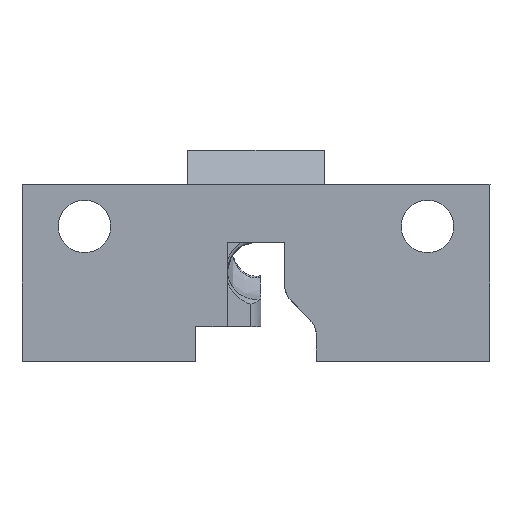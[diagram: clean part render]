
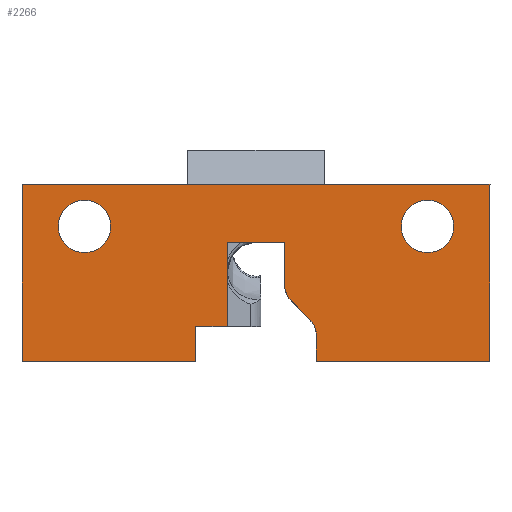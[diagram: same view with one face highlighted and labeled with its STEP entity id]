
A CAD part, top view. The second image highlights one B-rep face of the part: STEP entity #2266.
In plain terms, the highlighted planar face has unit normal (0, 0, 1).
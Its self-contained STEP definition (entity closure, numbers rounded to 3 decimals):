
#41=FACE_BOUND('',#406,.T.);
#42=FACE_BOUND('',#407,.T.);
#151=PLANE('',#2501);
#274=FACE_OUTER_BOUND('',#405,.T.);
#405=EDGE_LOOP('',(#2043,#2044,#2045,#2046,#2047,#2048,#2049,#2050,#2051,
#2052,#2053,#2054,#2055,#2056,#2057));
#406=EDGE_LOOP('',(#2058));
#407=EDGE_LOOP('',(#2059));
#422=LINE('',#3181,#621);
#575=LINE('',#4440,#774);
#579=LINE('',#4447,#778);
#583=LINE('',#4456,#782);
#586=LINE('',#4464,#785);
#587=LINE('',#4467,#786);
#590=LINE('',#4472,#789);
#605=LINE('',#4505,#804);
#606=LINE('',#4508,#805);
#607=LINE('',#4510,#806);
#608=LINE('',#4511,#807);
#609=LINE('',#4513,#808);
#610=LINE('',#4514,#809);
#621=VECTOR('',#2532,10.);
#774=VECTOR('',#3059,10.);
#778=VECTOR('',#3065,10.);
#782=VECTOR('',#3075,10.);
#785=VECTOR('',#3084,10.);
#786=VECTOR('',#3087,10.);
#789=VECTOR('',#3092,10.);
#804=VECTOR('',#3125,10.);
#805=VECTOR('',#3128,10.);
#806=VECTOR('',#3129,10.);
#807=VECTOR('',#3130,10.);
#808=VECTOR('',#3131,10.);
#809=VECTOR('',#3132,10.);
#888=CIRCLE('',#2481,2.3);
#889=CIRCLE('',#2485,2.);
#890=CIRCLE('',#2488,2.);
#893=CIRCLE('',#2502,2.3);
#901=VERTEX_POINT('',#3178);
#902=VERTEX_POINT('',#3180);
#1082=VERTEX_POINT('',#4434);
#1083=VERTEX_POINT('',#4438);
#1084=VERTEX_POINT('',#4439);
#1086=VERTEX_POINT('',#4446);
#1087=VERTEX_POINT('',#4450);
#1088=VERTEX_POINT('',#4454);
#1089=VERTEX_POINT('',#4458);
#1090=VERTEX_POINT('',#4462);
#1091=VERTEX_POINT('',#4466);
#1092=VERTEX_POINT('',#4470);
#1101=VERTEX_POINT('',#4503);
#1102=VERTEX_POINT('',#4507);
#1103=VERTEX_POINT('',#4509);
#1104=VERTEX_POINT('',#4512);
#1105=VERTEX_POINT('',#4515);
#1114=EDGE_CURVE('',#901,#902,#422,.T.);
#1392=EDGE_CURVE('',#1082,#1082,#888,.T.);
#1393=EDGE_CURVE('',#1083,#1084,#575,.T.);
#1397=EDGE_CURVE('',#1084,#1086,#579,.T.);
#1400=EDGE_CURVE('',#1086,#1087,#889,.T.);
#1402=EDGE_CURVE('',#1087,#1088,#583,.T.);
#1404=EDGE_CURVE('',#1088,#1089,#890,.T.);
#1406=EDGE_CURVE('',#1089,#1090,#586,.T.);
#1407=EDGE_CURVE('',#1090,#1091,#587,.T.);
#1410=EDGE_CURVE('',#1092,#1091,#590,.T.);
#1427=EDGE_CURVE('',#1083,#1101,#605,.T.);
#1428=EDGE_CURVE('',#1102,#1101,#606,.T.);
#1429=EDGE_CURVE('',#1102,#1103,#607,.T.);
#1430=EDGE_CURVE('',#902,#1103,#608,.T.);
#1431=EDGE_CURVE('',#901,#1104,#609,.T.);
#1432=EDGE_CURVE('',#1092,#1104,#610,.T.);
#1433=EDGE_CURVE('',#1105,#1105,#893,.T.);
#2043=ORIENTED_EDGE('',*,*,#1427,.T.);
#2044=ORIENTED_EDGE('',*,*,#1428,.F.);
#2045=ORIENTED_EDGE('',*,*,#1429,.T.);
#2046=ORIENTED_EDGE('',*,*,#1430,.F.);
#2047=ORIENTED_EDGE('',*,*,#1114,.F.);
#2048=ORIENTED_EDGE('',*,*,#1431,.T.);
#2049=ORIENTED_EDGE('',*,*,#1432,.F.);
#2050=ORIENTED_EDGE('',*,*,#1410,.T.);
#2051=ORIENTED_EDGE('',*,*,#1407,.F.);
#2052=ORIENTED_EDGE('',*,*,#1406,.F.);
#2053=ORIENTED_EDGE('',*,*,#1404,.F.);
#2054=ORIENTED_EDGE('',*,*,#1402,.F.);
#2055=ORIENTED_EDGE('',*,*,#1400,.F.);
#2056=ORIENTED_EDGE('',*,*,#1397,.F.);
#2057=ORIENTED_EDGE('',*,*,#1393,.F.);
#2058=ORIENTED_EDGE('',*,*,#1433,.F.);
#2059=ORIENTED_EDGE('',*,*,#1392,.F.);
#2266=ADVANCED_FACE('',(#274,#41,#42),#151,.F.);
#2481=AXIS2_PLACEMENT_3D('',#4436,#3055,#3056);
#2485=AXIS2_PLACEMENT_3D('',#4452,#3070,#3071);
#2488=AXIS2_PLACEMENT_3D('',#4460,#3079,#3080);
#2501=AXIS2_PLACEMENT_3D('',#4506,#3126,#3127);
#2502=AXIS2_PLACEMENT_3D('',#4516,#3133,#3134);
#2532=DIRECTION('',(-1.,0.,0.));
#3055=DIRECTION('center_axis',(0.,0.,
1.));
#3056=DIRECTION('ref_axis',(1.,0.,0.));
#3059=DIRECTION('',(-1.,0.,0.));
#3065=DIRECTION('',(0.,1.,0.));
#3070=DIRECTION('center_axis',(0.,0.,
1.));
#3071=DIRECTION('ref_axis',(0.924,0.383,0.));
#3075=DIRECTION('',(-0.707,0.707,0.));
#3079=DIRECTION('center_axis',(0.,0.,
-1.));
#3080=DIRECTION('ref_axis',(-0.924,-0.383,0.));
#3084=DIRECTION('',(0.,1.,0.));
#3087=DIRECTION('',(-1.,0.,0.));
#3092=DIRECTION('',(0.,1.,0.));
#3125=DIRECTION('',(0.,1.,0.));
#3126=DIRECTION('center_axis',(0.,0.,
-1.));
#3127=DIRECTION('ref_axis',(1.,0.,0.));
#3128=DIRECTION('',(1.,0.,0.));
#3129=DIRECTION('',(0.,-1.,0.));
#3130=DIRECTION('',(-1.,0.,0.));
#3131=DIRECTION('',(0.,1.,0.));
#3132=DIRECTION('',(-1.,0.,0.));
#3133=DIRECTION('center_axis',(0.,0.,
1.));
#3134=DIRECTION('ref_axis',(1.,0.,0.));
#3178=CARTESIAN_POINT('',(-4.977,-12.047,-4.155));
#3180=CARTESIAN_POINT('',(-18.677,-12.047,-4.155));
#3181=CARTESIAN_POINT('',(-4.977,-12.047,-4.155));
#4434=CARTESIAN_POINT('',(13.048,-0.217,-4.155));
#4436=CARTESIAN_POINT('Origin',(15.348,-0.217,-4.155));
#4438=CARTESIAN_POINT('',(20.823,-12.047,-4.155));
#4439=CARTESIAN_POINT('',(5.623,-12.047,-4.155));
#4440=CARTESIAN_POINT('',(22.819,-12.047,-4.155));
#4446=CARTESIAN_POINT('',(5.623,-9.779,-4.155));
#4447=CARTESIAN_POINT('',(5.623,-12.047,-4.155));
#4450=CARTESIAN_POINT('',(5.037,-8.365,-4.155));
#4452=CARTESIAN_POINT('Origin',(3.623,-9.779,-4.155));
#4454=CARTESIAN_POINT('',(3.409,-6.737,-4.155));
#4456=CARTESIAN_POINT('',(2.434,-5.762,-4.155));
#4458=CARTESIAN_POINT('',(2.823,-5.322,-4.155));
#4460=CARTESIAN_POINT('Origin',(4.823,-5.322,-4.155));
#4462=CARTESIAN_POINT('',(2.823,-1.589,-4.155));
#4464=CARTESIAN_POINT('',(2.823,-8.951,-4.155));
#4466=CARTESIAN_POINT('',(-2.177,-1.589,-4.155));
#4467=CARTESIAN_POINT('',(2.823,-1.589,-4.155));
#4470=CARTESIAN_POINT('',(-2.177,-8.951,-4.155));
#4472=CARTESIAN_POINT('',(-2.177,-3.047,-4.155));
#4503=CARTESIAN_POINT('',(20.823,3.453,-4.155));
#4505=CARTESIAN_POINT('',(20.823,-8.422,-4.155));
#4506=CARTESIAN_POINT('Origin',(0.323,-4.297,-4.155));
#4507=CARTESIAN_POINT('',(-20.177,3.453,-4.155));
#4508=CARTESIAN_POINT('',(-22.177,3.453,-4.155));
#4509=CARTESIAN_POINT('',(-20.177,-12.047,-4.155));
#4510=CARTESIAN_POINT('',(-20.177,-0.422,-4.155));
#4511=CARTESIAN_POINT('',(-18.677,-12.047,-4.155));
#4512=CARTESIAN_POINT('',(-4.977,-8.951,-4.155));
#4513=CARTESIAN_POINT('',(-4.977,-12.047,-4.155));
#4514=CARTESIAN_POINT('',(-2.327,-8.951,-4.155));
#4515=CARTESIAN_POINT('',(-17.002,-0.216,-4.155));
#4516=CARTESIAN_POINT('Origin',(-14.702,-0.216,-4.155));
